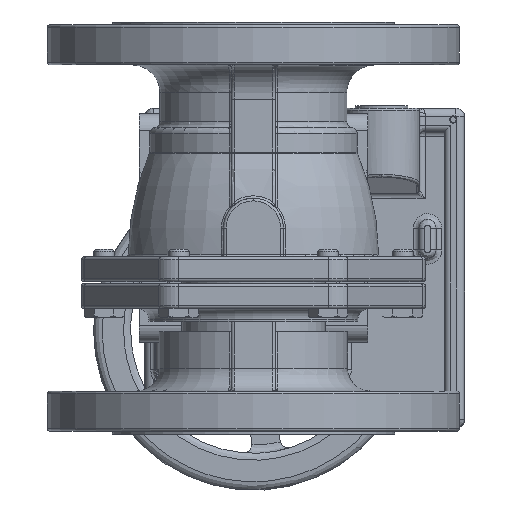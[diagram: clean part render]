
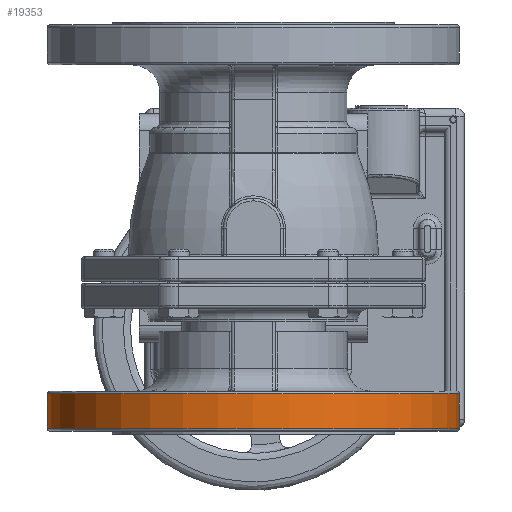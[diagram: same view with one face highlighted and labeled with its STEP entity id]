
A CAD part, front view. The second image highlights one B-rep face of the part: STEP entity #19353.
In plain terms, the highlighted cylindrical face has radius 114.554 mm (diameter 229.108 mm), a partial arc.
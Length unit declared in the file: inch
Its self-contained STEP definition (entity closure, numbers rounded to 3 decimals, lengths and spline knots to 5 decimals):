
#94 = DIRECTION ( 'NONE',  ( -1., 0., 0. ) ) ;
#531 = DIRECTION ( 'NONE',  ( 0., 0., 1. ) ) ;
#1246 = ORIENTED_EDGE ( 'NONE', *, *, #32722, .F. ) ;
#2303 = CARTESIAN_POINT ( 'NONE',  ( 0., 0., 0. ) ) ;
#2853 = EDGE_LOOP ( 'NONE', ( #1246, #32095, #44123, #11009 ) ) ;
#3485 = VECTOR ( 'NONE', #41224, 39.37008 ) ;
#6078 = DIRECTION ( 'NONE',  ( 0., 0., 1. ) ) ;
#9711 = VERTEX_POINT ( 'NONE', #44642 ) ;
#10231 = EDGE_CURVE ( 'NONE', #11821, #48622, #45519, .T. ) ;
#11009 = ORIENTED_EDGE ( 'NONE', *, *, #14521, .T. ) ;
#11821 = VERTEX_POINT ( 'NONE', #24487 ) ;
#13632 = CARTESIAN_POINT ( 'NONE',  ( 0., 0., -4.39 ) ) ;
#14490 = VECTOR ( 'NONE', #531, 39.37008 ) ;
#14521 = EDGE_CURVE ( 'NONE', #9711, #34096, #47113, .T. ) ;
#15507 = CARTESIAN_POINT ( 'NONE',  ( -4.51, 0., 0. ) ) ;
#17395 = DIRECTION ( 'NONE',  ( 1., 0., 0. ) ) ;
#19353 = ADVANCED_FACE ( 'NONE', ( #24368 ), #43237, .T. ) ;
#20581 = AXIS2_PLACEMENT_3D ( 'NONE', #2303, #6078, #47431 ) ;
#21153 = LINE ( 'NONE', #33590, #3485 ) ;
#22658 = DIRECTION ( 'NONE',  ( 0., 0., -1. ) ) ;
#24368 = FACE_OUTER_BOUND ( 'NONE', #2853, .T. ) ;
#24487 = CARTESIAN_POINT ( 'NONE',  ( -4.51, 0., -4.39 ) ) ;
#24577 = CARTESIAN_POINT ( 'NONE',  ( -4.51, 0., -3.63 ) ) ;
#24582 = LINE ( 'NONE', #15507, #14490 ) ;
#26390 = AXIS2_PLACEMENT_3D ( 'NONE', #45227, #22658, #94 ) ;
#27020 = CARTESIAN_POINT ( 'NONE',  ( 4.51, 0., -4.39 ) ) ;
#28407 = EDGE_CURVE ( 'NONE', #48622, #9711, #21153, .T. ) ;
#32095 = ORIENTED_EDGE ( 'NONE', *, *, #10231, .T. ) ;
#32722 = EDGE_CURVE ( 'NONE', #11821, #34096, #24582, .T. ) ;
#33590 = CARTESIAN_POINT ( 'NONE',  ( 4.51, 0., 0. ) ) ;
#34096 = VERTEX_POINT ( 'NONE', #24577 ) ;
#34463 = AXIS2_PLACEMENT_3D ( 'NONE', #13632, #40008, #17395 ) ;
#40008 = DIRECTION ( 'NONE',  ( 0., 0., 1. ) ) ;
#41224 = DIRECTION ( 'NONE',  ( 0., 0., 1. ) ) ;
#43237 = CYLINDRICAL_SURFACE ( 'NONE', #20581, 4.51 ) ;
#44123 = ORIENTED_EDGE ( 'NONE', *, *, #28407, .T. ) ;
#44642 = CARTESIAN_POINT ( 'NONE',  ( 4.51, 0., -3.63 ) ) ;
#45227 = CARTESIAN_POINT ( 'NONE',  ( 0., 0., -3.63 ) ) ;
#45519 = CIRCLE ( 'NONE', #34463, 4.51 ) ;
#47113 = CIRCLE ( 'NONE', #26390, 4.51 ) ;
#47431 = DIRECTION ( 'NONE',  ( 1., 0., 0. ) ) ;
#48622 = VERTEX_POINT ( 'NONE', #27020 ) ;
